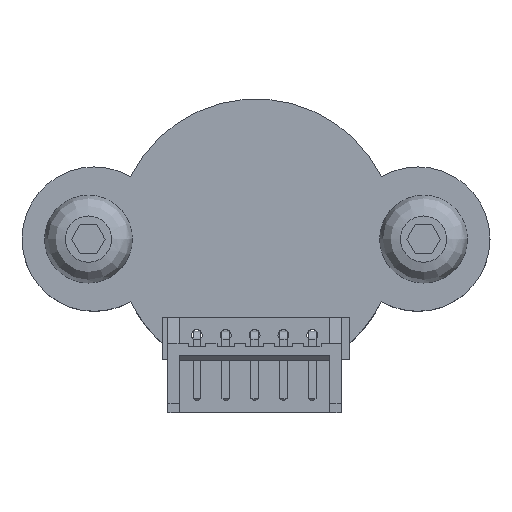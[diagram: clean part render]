
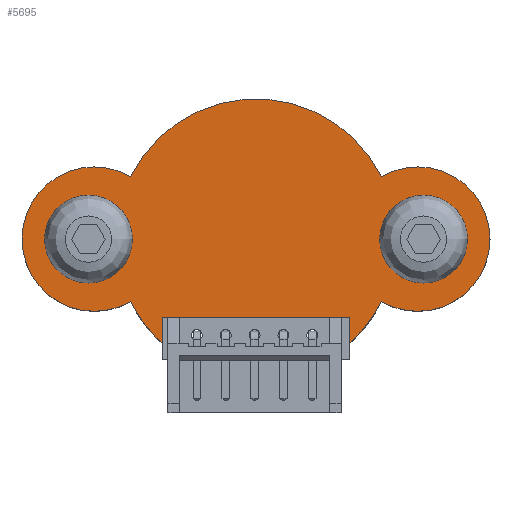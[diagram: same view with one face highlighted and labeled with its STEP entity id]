
A CAD part, top view. The second image highlights one B-rep face of the part: STEP entity #5695.
In plain terms, the highlighted planar face has unit normal (0, 0, 1).
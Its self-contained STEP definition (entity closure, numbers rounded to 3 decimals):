
#235=CIRCLE('',#6182,12.134);
#236=CIRCLE('',#6185,6.25);
#237=CIRCLE('',#6186,12.134);
#238=CIRCLE('',#6187,6.25);
#239=CIRCLE('',#6188,12.134);
#240=CIRCLE('',#6189,2.25);
#241=CIRCLE('',#6190,2.25);
#304=FACE_BOUND('',#948,.T.);
#305=FACE_BOUND('',#949,.T.);
#595=FACE_OUTER_BOUND('',#947,.T.);
#947=EDGE_LOOP('',(#4872,#4873,#4874,#4875,#4876,#4877,#4878,#4879));
#948=EDGE_LOOP('',(#4880));
#949=EDGE_LOOP('',(#4881));
#1574=LINE('',#9215,#2203);
#1581=LINE('',#9233,#2210);
#1582=LINE('',#9242,#2211);
#2203=VECTOR('',#7624,10.);
#2210=VECTOR('',#7639,10.);
#2211=VECTOR('',#7650,10.);
#2680=VERTEX_POINT('',#9211);
#2682=VERTEX_POINT('',#9214);
#2685=VERTEX_POINT('',#9222);
#2687=VERTEX_POINT('',#9227);
#2689=VERTEX_POINT('',#9231);
#2690=VERTEX_POINT('',#9235);
#2691=VERTEX_POINT('',#9237);
#2692=VERTEX_POINT('',#9239);
#2693=VERTEX_POINT('',#9243);
#2694=VERTEX_POINT('',#9245);
#3411=EDGE_CURVE('',#2682,#2680,#1574,.T.);
#3416=EDGE_CURVE('',#2680,#2685,#235,.T.);
#3420=EDGE_CURVE('',#2687,#2689,#1581,.T.);
#3421=EDGE_CURVE('',#2685,#2690,#236,.T.);
#3422=EDGE_CURVE('',#2690,#2691,#237,.T.);
#3423=EDGE_CURVE('',#2691,#2692,#238,.T.);
#3424=EDGE_CURVE('',#2692,#2687,#239,.T.);
#3425=EDGE_CURVE('',#2689,#2682,#1582,.T.);
#3426=EDGE_CURVE('',#2693,#2693,#240,.T.);
#3427=EDGE_CURVE('',#2694,#2694,#241,.T.);
#4872=ORIENTED_EDGE('',*,*,#3411,.T.);
#4873=ORIENTED_EDGE('',*,*,#3416,.T.);
#4874=ORIENTED_EDGE('',*,*,#3421,.T.);
#4875=ORIENTED_EDGE('',*,*,#3422,.T.);
#4876=ORIENTED_EDGE('',*,*,#3423,.T.);
#4877=ORIENTED_EDGE('',*,*,#3424,.T.);
#4878=ORIENTED_EDGE('',*,*,#3420,.T.);
#4879=ORIENTED_EDGE('',*,*,#3425,.T.);
#4880=ORIENTED_EDGE('',*,*,#3426,.T.);
#4881=ORIENTED_EDGE('',*,*,#3427,.T.);
#5157=PLANE('',#6184);
#5695=ADVANCED_FACE('',(#595,#304,#305),#5157,.T.);
#6182=AXIS2_PLACEMENT_3D('',#9224,#7632,#7633);
#6184=AXIS2_PLACEMENT_3D('',#9234,#7640,#7641);
#6185=AXIS2_PLACEMENT_3D('',#9236,#7642,#7643);
#6186=AXIS2_PLACEMENT_3D('',#9238,#7644,#7645);
#6187=AXIS2_PLACEMENT_3D('',#9240,#7646,#7647);
#6188=AXIS2_PLACEMENT_3D('',#9241,#7648,#7649);
#6189=AXIS2_PLACEMENT_3D('',#9244,#7651,#7652);
#6190=AXIS2_PLACEMENT_3D('',#9246,#7653,#7654);
#7624=DIRECTION('',(0.,-1.,0.));
#7632=DIRECTION('center_axis',(0.,0.,1.));
#7633=DIRECTION('ref_axis',(-1.,0.,0.));
#7639=DIRECTION('',(0.,1.,0.));
#7640=DIRECTION('center_axis',(0.,0.,1.));
#7641=DIRECTION('ref_axis',(-1.,0.,0.));
#7642=DIRECTION('center_axis',(0.,0.,1.));
#7643=DIRECTION('ref_axis',(-0.94,-0.341,0.));
#7644=DIRECTION('center_axis',(0.,0.,1.));
#7645=DIRECTION('ref_axis',(-1.,0.,0.));
#7646=DIRECTION('center_axis',(0.,0.,1.));
#7647=DIRECTION('ref_axis',(0.502,0.865,0.));
#7648=DIRECTION('center_axis',(0.,0.,1.));
#7649=DIRECTION('ref_axis',(-1.,0.,0.));
#7650=DIRECTION('',(1.,0.,0.));
#7651=DIRECTION('center_axis',(0.,0.,-1.));
#7652=DIRECTION('ref_axis',(-1.,0.,0.));
#7653=DIRECTION('center_axis',(0.,0.,-1.));
#7654=DIRECTION('ref_axis',(-1.,0.,0.));
#9211=CARTESIAN_POINT('',(151.232,-67.227,6.6));
#9214=CARTESIAN_POINT('',(151.232,-65.,6.6));
#9215=CARTESIAN_POINT('',(151.232,-60.975,6.6));
#9222=CARTESIAN_POINT('',(153.988,-63.605,6.6));
#9224=CARTESIAN_POINT('Origin',(143.125,-58.199,6.6));
#9227=CARTESIAN_POINT('',(135.,-67.211,6.6));
#9231=CARTESIAN_POINT('',(135.,-65.,6.6));
#9233=CARTESIAN_POINT('',(135.,-62.294,6.6));
#9234=CARTESIAN_POINT('Origin',(143.125,-56.95,6.6));
#9235=CARTESIAN_POINT('',(153.988,-52.793,6.6));
#9236=CARTESIAN_POINT('Origin',(157.125,-58.199,6.6));
#9237=CARTESIAN_POINT('',(132.262,-52.793,6.6));
#9238=CARTESIAN_POINT('Origin',(143.125,-58.199,6.6));
#9239=CARTESIAN_POINT('',(132.262,-63.605,6.6));
#9240=CARTESIAN_POINT('Origin',(129.125,-58.199,6.6));
#9241=CARTESIAN_POINT('Origin',(143.125,-58.199,6.6));
#9242=CARTESIAN_POINT('',(139.313,-65.,6.6));
#9243=CARTESIAN_POINT('',(159.875,-58.199,6.6));
#9244=CARTESIAN_POINT('Origin',(157.625,-58.199,6.6));
#9245=CARTESIAN_POINT('',(130.875,-58.199,6.6));
#9246=CARTESIAN_POINT('Origin',(128.625,-58.199,6.6));
